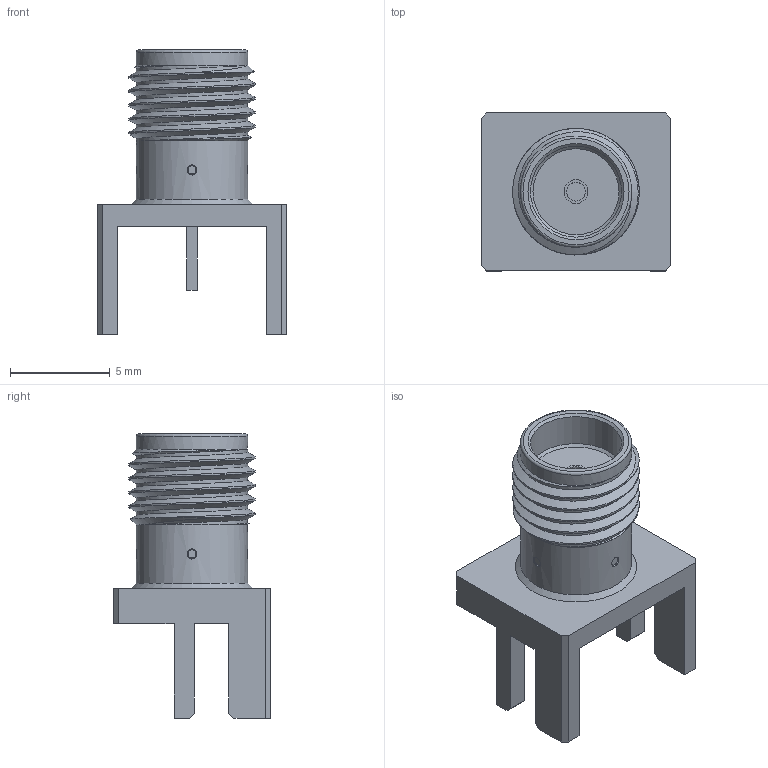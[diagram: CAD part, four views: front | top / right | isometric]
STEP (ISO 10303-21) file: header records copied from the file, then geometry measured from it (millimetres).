
FILE_DESCRIPTION (( 'STEP AP203' ), '1' );
FILE_NAME ('PE4543.step', '2020-03-10T20:53:19', ( '' ), ( '' ), 'SwSTEP 2.0', 'SolidWorks 2018', '' );
FILE_SCHEMA (( 'CONFIG_CONTROL_DESIGN' ));
Length unit declared in the file: inch
Products named in the file (1): PE4543
Bounding box: 9.52 x 7.92 x 14.27 mm (x, y, z)
Volume: 291.5 mm3; surface area: 530 mm2
Topology: 1 solids, 1 shells, 66 faces, 156 edges, 103 vertices
Faces by surface type: plane 45, cone 9, cylinder 8, bspline 3, torus 1
Full cylindrical faces by diameter (mm): 0.94 x1, 1.168 x1, 1.194 x1, 4.445 x1, 4.572 x1, 5.582 x2
Entity records: 3003 total; most frequent: CARTESIAN_POINT 1524, ORIENTED_EDGE 270, DIRECTION 268, EDGE_CURVE 135, VERTEX_POINT 97, LINE 96, VECTOR 96, EDGE_LOOP 92
